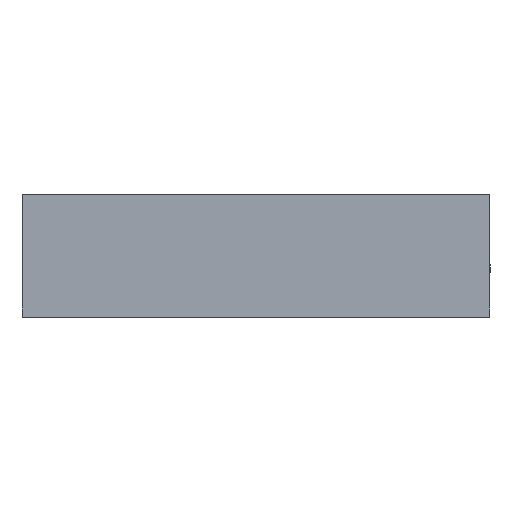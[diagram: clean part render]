
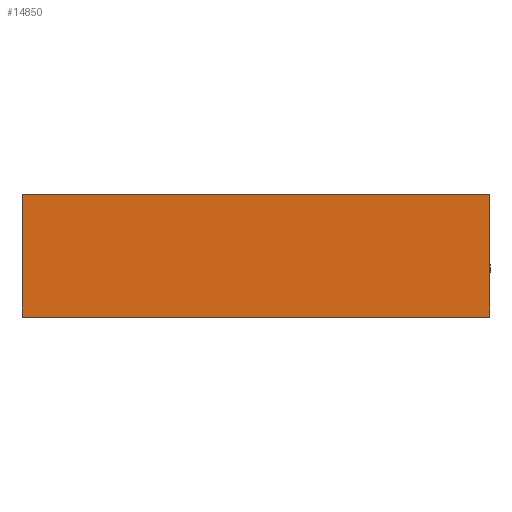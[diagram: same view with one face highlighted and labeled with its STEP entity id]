
A CAD part, top view. The second image highlights one B-rep face of the part: STEP entity #14850.
In plain terms, the highlighted face is planar.
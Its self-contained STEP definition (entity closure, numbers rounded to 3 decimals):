
#1500=CARTESIAN_POINT('',(-7.15,45.496,12.2));
#1510=VERTEX_POINT('',#1500);
#1540=CARTESIAN_POINT('',(-7.15,45.496,-5.6));
#1550=DIRECTION('',(0.,0.,-1.));
#1560=VECTOR('',#1550,1.);
#1570=LINE('',#1540,#1560);
#1580=CARTESIAN_POINT('',(-7.15,45.496,
-8.4));
#1590=VERTEX_POINT('',#1580);
#1600=EDGE_CURVE('',#1510,#1590,#1570,.T.);
#3250=CARTESIAN_POINT('',(-10.951,45.496,
-8.4));
#3260=DIRECTION('',(1.,0.,0.));
#3270=VECTOR('',#3260,1.);
#3280=LINE('',#3250,#3270);
#3290=CARTESIAN_POINT('',(-12.55,45.496,-8.4));
#3300=VERTEX_POINT('',#3290);
#3310=EDGE_CURVE('',#3300,#1590,#3280,.T.);
#6790=CARTESIAN_POINT('',(-12.55,45.496,12.2));
#6800=VERTEX_POINT('',#6790);
#6830=CARTESIAN_POINT('',(-10.951,45.496,12.2));
#6840=DIRECTION('',(1.,0.,0.));
#6850=VECTOR('',#6840,1.);
#6860=LINE('',#6830,#6850);
#6870=EDGE_CURVE('',#6800,#1510,#6860,.T.);
#14690=CARTESIAN_POINT('',(-11.65,45.496,-14.304
));
#14700=DIRECTION('',(0.,1.,0.));
#14710=DIRECTION('',(0.,0.,1.));
#14720=AXIS2_PLACEMENT_3D('',#14690,#14700,#14710);
#14730=PLANE('',#14720);
#14740=CARTESIAN_POINT('',(-12.55,45.496,-5.6));
#14750=DIRECTION('',(0.,0.,1.));
#14760=VECTOR('',#14750,1.);
#14770=LINE('',#14740,#14760);
#14780=EDGE_CURVE('',#3300,#6800,#14770,.T.);
#14790=ORIENTED_EDGE('',*,*,#14780,.T.);
#14800=ORIENTED_EDGE('',*,*,#3310,.F.);
#14810=ORIENTED_EDGE('',*,*,#1600,.T.);
#14820=ORIENTED_EDGE('',*,*,#6870,.T.);
#14830=EDGE_LOOP('',(#14820,#14810,#14800,#14790));
#14840=FACE_OUTER_BOUND('',#14830,.T.);
#14850=ADVANCED_FACE('',(#14840),#14730,.T.);
